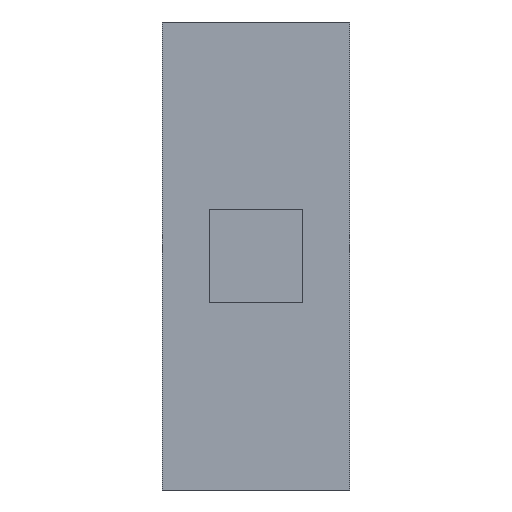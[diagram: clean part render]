
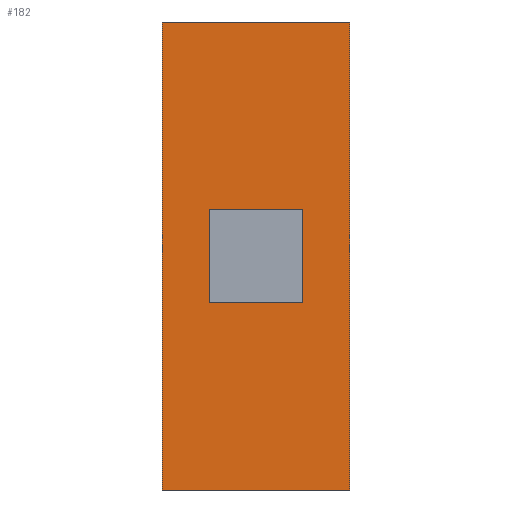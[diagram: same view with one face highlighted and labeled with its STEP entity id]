
A CAD part, front view. The second image highlights one B-rep face of the part: STEP entity #182.
In plain terms, the highlighted planar face has unit normal (0, -1, 0).
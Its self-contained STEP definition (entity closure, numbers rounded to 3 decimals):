
#42=CARTESIAN_POINT('POINT45662',(1.5,0.,
   -1.5));
#43=VERTEX_POINT('VERTEX45662',#42);
#50=CARTESIAN_POINT('POINT45663',(1.5,0.,
   1.5));
#51=VERTEX_POINT('VERTEX45663',#50);
#52=CARTESIAN_POINT('POS76916',(1.5,0.,0.
   ));
#53=DIRECTION('DIR110472',(0.,0.,-1.));
#54=VECTOR('VEC43360',#53,25.4);
#55=LINE('STRAIGHT43360',#52,#54);
#56=EDGE_CURVE('EDGE69580',#51,#43,#55,.T.);
#72=CARTESIAN_POINT('POINT45664',(-1.5,0.,
   1.5));
#73=VERTEX_POINT('VERTEX45664',#72);
#74=CARTESIAN_POINT('POS76919',(0.,0.,1.5));
#75=DIRECTION('DIR110476',(1.,0.,0.));
#76=VECTOR('VEC43362',#75,25.4);
#77=LINE('STRAIGHT43362',#74,#76);
#78=EDGE_CURVE('EDGE69582',#73,#51,#77,.T.);
#96=CARTESIAN_POINT('POINT45665',(-1.5,0.,
   -1.5));
#97=VERTEX_POINT('VERTEX45665',#96);
#98=CARTESIAN_POINT('POS76922',(-1.5,0.,0.
   ));
#99=DIRECTION('DIR110480',(0.,0.,1.));
#100=VECTOR('VEC43364',#99,25.4);
#101=LINE('STRAIGHT43364',#98,#100);
#102=EDGE_CURVE('EDGE69584',#97,#73,#101,.T.);
#120=CARTESIAN_POINT('POS76925',(0.,0.,-1.5));
#121=DIRECTION('DIR110484',(-1.,0.,0.));
#122=VECTOR('VEC43366',#121,25.4);
#123=LINE('STRAIGHT43366',#120,#122);
#124=EDGE_CURVE('EDGE69586',#43,#97,#123,.T.);
#137=ORIENTED_EDGE('COEDGE139321',*,*,#124,.T.);
#138=ORIENTED_EDGE('COEDGE139322',*,*,#102,.T.);
#139=ORIENTED_EDGE('COEDGE139323',*,*,#78,.T.);
#140=ORIENTED_EDGE('COEDGE139324',*,*,#56,.T.);
#141=EDGE_LOOP('NONE',(#137,#138,#139,#140));
#142=FACE_BOUND('LOOP1',#141,.T.);
#143=CARTESIAN_POINT('POINT45666',(-3.,0.,
   7.5));
#144=VERTEX_POINT('VERTEX45666',#143);
#145=CARTESIAN_POINT('POINT45667',(-3.,0.,
   -7.5));
#146=VERTEX_POINT('VERTEX45667',#145);
#147=CARTESIAN_POINT('POS76927',(-3.,0.,
   0.));
#148=DIRECTION('DIR110487',(0.,0.,-1.));
#149=VECTOR('VEC43367',#148,25.4);
#150=LINE('STRAIGHT43367',#147,#149);
#151=EDGE_CURVE('EDGE69587',#144,#146,#150,.T.);
#152=ORIENTED_EDGE('COEDGE139325',*,*,#151,.T.);
#153=CARTESIAN_POINT('POINT45668',(3.,0.,
   -7.5));
#154=VERTEX_POINT('VERTEX45668',#153);
#155=CARTESIAN_POINT('POS76928',(0.,0.,-7.5));
#156=DIRECTION('DIR110488',(-1.,0.,0.));
#157=VECTOR('VEC43368',#156,25.4);
#158=LINE('STRAIGHT43368',#155,#157);
#159=EDGE_CURVE('EDGE69588',#154,#146,#158,.T.);
#160=ORIENTED_EDGE('COEDGE139326',*,*,#159,.F.);
#161=CARTESIAN_POINT('POINT45669',(3.,0.,
   7.5));
#162=VERTEX_POINT('VERTEX45669',#161);
#163=CARTESIAN_POINT('POS76929',(3.,0.,
   0.));
#164=DIRECTION('DIR110489',(0.,0.,-1.));
#165=VECTOR('VEC43369',#164,25.4);
#166=LINE('STRAIGHT43369',#163,#165);
#167=EDGE_CURVE('EDGE69589',#162,#154,#166,.T.);
#168=ORIENTED_EDGE('COEDGE139327',*,*,#167,.F.);
#169=CARTESIAN_POINT('POS76930',(0.,0.,7.5));
#170=DIRECTION('DIR110490',(1.,0.,0.));
#171=VECTOR('VEC43370',#170,25.4);
#172=LINE('STRAIGHT43370',#169,#171);
#173=EDGE_CURVE('EDGE69590',#144,#162,#172,.T.);
#174=ORIENTED_EDGE('COEDGE139328',*,*,#173,.F.);
#175=EDGE_LOOP('NONE',(#152,#160,#168,#174));
#176=FACE_BOUND('LOOP1',#175,.T.);
#177=CARTESIAN_POINT('POS76931',(0.,0.,0.));
#178=DIRECTION('DIR110491',(0.,1.,0.));
#179=DIRECTION('DIR110492',(1.,0.,0.));
#180=AXIS2_PLACEMENT_3D('AXIS33561',#177,#178,#179);
#181=PLANE('PLANE14511',#180);
#182=ADVANCED_FACE('FACE27430',(#142,#176),#181,.F.);
